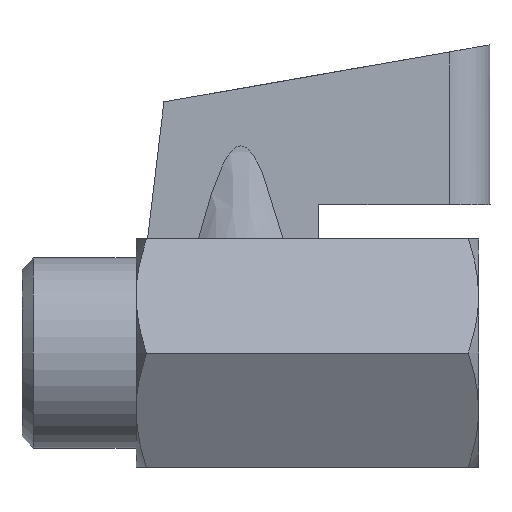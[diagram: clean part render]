
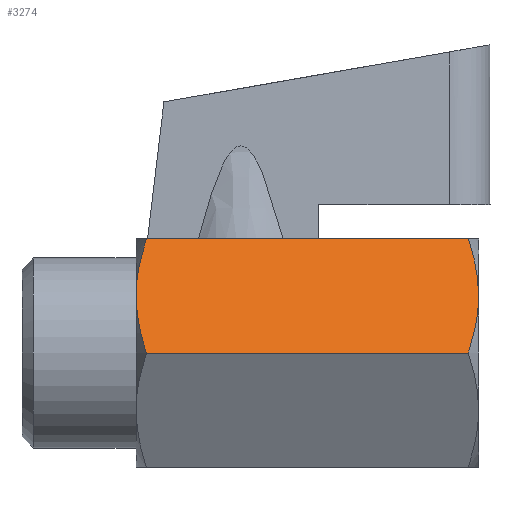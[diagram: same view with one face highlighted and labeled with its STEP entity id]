
A CAD part, front view. The second image highlights one B-rep face of the part: STEP entity #3274.
In plain terms, the highlighted face is planar.
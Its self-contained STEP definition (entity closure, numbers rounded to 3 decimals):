
#1447=VECTOR('',#2483,1.);
#1449=VECTOR('',#2497,1.);
#1519=LINE('',#2835,#1447);
#1521=LINE('',#2847,#1449);
#1596=HYPERBOLA('',#3136,5.774,10.);
#1597=HYPERBOLA('',#3138,5.774,10.);
#1598=HYPERBOLA('',#3139,5.774,10.);
#1599=HYPERBOLA('',#3140,5.774,10.);
#1638=PLANE('',#3137);
#1709=ORIENTED_EDGE('',*,*,#2112,.T.);
#1710=ORIENTED_EDGE('',*,*,#2113,.T.);
#1711=ORIENTED_EDGE('',*,*,#2114,.T.);
#1712=ORIENTED_EDGE('',*,*,#2115,.T.);
#1713=ORIENTED_EDGE('',*,*,#2107,.F.);
#1714=ORIENTED_EDGE('',*,*,#2111,.T.);
#2006=VERTEX_POINT('',#2824);
#2008=VERTEX_POINT('',#2832);
#2009=VERTEX_POINT('',#2834);
#2012=VERTEX_POINT('',#2844);
#2013=VERTEX_POINT('',#2846);
#2014=VERTEX_POINT('',#2848);
#2107=EDGE_CURVE('',#2008,#2009,#1519,.T.);
#2111=EDGE_CURVE('',#2008,#2006,#1596,.T.);
#2112=EDGE_CURVE('',#2006,#2012,#1597,.T.);
#2113=EDGE_CURVE('',#2012,#2013,#1521,.T.);
#2114=EDGE_CURVE('',#2013,#2014,#1598,.T.);
#2115=EDGE_CURVE('',#2014,#2009,#1599,.T.);
#2248=EDGE_LOOP('',(#1709,#1710,#1711,#1712,#1713,#1714));
#2348=FACE_BOUND('',#2248,.T.);
#2483=DIRECTION('',(28.214,0.,0.));
#2491=DIRECTION('',(0.,-0.5,-0.866));
#2492=DIRECTION('',(1.,0.,0.));
#2493=DIRECTION('',(0.,0.5,0.866));
#2494=DIRECTION('',(0.,-0.866,0.5));
#2495=DIRECTION('',(0.,-0.5,-0.866));
#2496=DIRECTION('',(1.,0.,0.));
#2497=DIRECTION('',(28.214,0.,0.));
#2498=DIRECTION('',(0.,-0.5,-0.866));
#2499=DIRECTION('',(-1.,0.,0.));
#2500=DIRECTION('',(0.,-0.5,-0.866));
#2501=DIRECTION('',(-1.,0.,0.));
#2824=CARTESIAN_POINT('',(11.331,27.413,8.66));
#2832=CARTESIAN_POINT('',(12.224,32.413,5.774));
#2834=CARTESIAN_POINT('',(40.437,32.413,5.774));
#2835=CARTESIAN_POINT('',(12.224,32.413,5.774));
#2842=CARTESIAN_POINT('',(5.557,27.413,8.66));
#2843=CARTESIAN_POINT('',(11.331,27.413,8.66));
#2844=CARTESIAN_POINT('',(12.224,22.413,11.547));
#2845=CARTESIAN_POINT('',(5.557,27.413,8.66));
#2846=CARTESIAN_POINT('',(40.437,22.413,11.547));
#2847=CARTESIAN_POINT('',(12.224,22.413,11.547));
#2848=CARTESIAN_POINT('',(41.331,27.413,8.66));
#2849=CARTESIAN_POINT('',(47.104,27.413,8.66));
#2850=CARTESIAN_POINT('',(47.104,27.413,8.66));
#3136=AXIS2_PLACEMENT_3D('',#2842,#2491,#2492);
#3137=AXIS2_PLACEMENT_3D('',#2843,#2493,#2494);
#3138=AXIS2_PLACEMENT_3D('',#2845,#2495,#2496);
#3139=AXIS2_PLACEMENT_3D('',#2849,#2498,#2499);
#3140=AXIS2_PLACEMENT_3D('',#2850,#2500,#2501);
#3274=ADVANCED_FACE('',(#2348),#1638,.T.);
